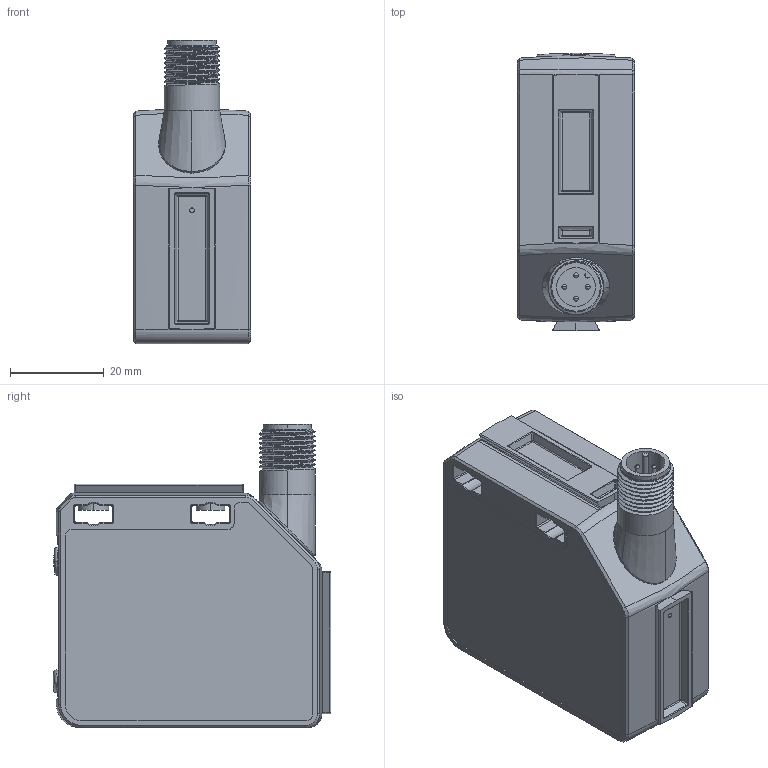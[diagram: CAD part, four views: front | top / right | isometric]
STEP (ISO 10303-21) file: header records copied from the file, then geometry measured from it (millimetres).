
FILE_DESCRIPTION((''),'2;1');
FILE_NAME('226843_SM01_ASM','2022-08-04T14:14:57',('PDMAdmin'),('BANNER ENGINEERING'),'CREO PARAMETRIC BY PTC INC, 2019292','CREO PARAMETRIC BY PTC INC, 2019292','');
FILE_SCHEMA(('CONFIG_CONTROL_DESIGN'));
Length unit declared in the file: millimetre
Products named in the file (2): 226843_EP01; 226843_SM01_ASM
Assembly tree (1 placements, depth 2):
  226843_SM01_ASM
    226843_EP01
Bounding box: 25 x 59.25 x 64.79 mm (x, y, z)
Volume: 65517.7 mm3; surface area: 20945.9 mm2
Topology: 3 solids, 3 shells, 560 faces, 1345 edges, 807 vertices
Faces by surface type: plane 198, cylinder 142, bspline 119, cone 65, sphere 22, extrusion 8, torus 6
Entity records: 30768 total; most frequent: CARTESIAN_POINT 18788, ORIENTED_EDGE 2670, DIRECTION 2098, EDGE_CURVE 1335, VERTEX_POINT 807, AXIS2_PLACEMENT_3D 700, VECTOR 698, LINE 690
